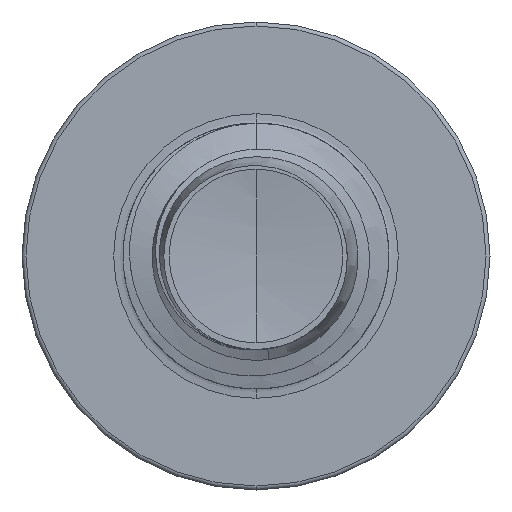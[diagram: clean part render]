
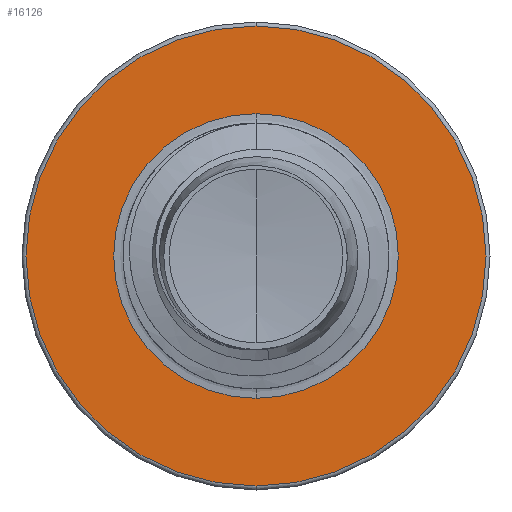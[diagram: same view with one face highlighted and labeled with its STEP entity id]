
A CAD part, front view. The second image highlights one B-rep face of the part: STEP entity #16126.
In plain terms, the highlighted planar face has unit normal (0, -1, 0).
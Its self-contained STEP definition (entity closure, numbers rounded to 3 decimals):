
#1554 = EDGE_CURVE ( 'NONE', #25993, #14034, #11789, .T. ) ;
#1620 = EDGE_CURVE ( 'NONE', #10000, #3595, #31898, .T. ) ;
#1765 = ORIENTED_EDGE ( 'NONE', *, *, #27244, .T. ) ;
#1996 = AXIS2_PLACEMENT_3D ( 'NONE', #24203, #24121, #24086 ) ;
#2863 = CARTESIAN_POINT ( 'NONE',  ( 0., 15., 0. ) ) ;
#3530 = CARTESIAN_POINT ( 'NONE',  ( 0., 15., 4.325 ) ) ;
#3595 = VERTEX_POINT ( 'NONE', #3530 ) ;
#4300 = EDGE_LOOP ( 'NONE', ( #32406, #1765 ) ) ;
#6673 = DIRECTION ( 'NONE',  ( 0., 0., 1. ) ) ;
#8146 = AXIS2_PLACEMENT_3D ( 'NONE', #8583, #29447, #12200 ) ;
#8207 = CIRCLE ( 'NONE', #8146, 2.677 ) ;
#8583 = CARTESIAN_POINT ( 'NONE',  ( 0., 15., 0. ) ) ;
#10000 = VERTEX_POINT ( 'NONE', #11260 ) ;
#10472 = ORIENTED_EDGE ( 'NONE', *, *, #20912, .F. ) ;
#10634 = DIRECTION ( 'NONE',  ( 0., 0., 1. ) ) ;
#10642 = DIRECTION ( 'NONE',  ( 0., 1., 0. ) ) ;
#10805 = CARTESIAN_POINT ( 'NONE',  ( 0., 15., -2.677 ) ) ;
#10847 = PLANE ( 'NONE',  #22690 ) ;
#11260 = CARTESIAN_POINT ( 'NONE',  ( 0., 15., -4.325 ) ) ;
#11789 = CIRCLE ( 'NONE', #35732, 2.677 ) ;
#12200 = DIRECTION ( 'NONE',  ( 0., 0., 1. ) ) ;
#14034 = VERTEX_POINT ( 'NONE', #20813 ) ;
#16126 = ADVANCED_FACE ( 'NONE', ( #31226, #30619 ), #10847, .F. ) ;
#19183 = ORIENTED_EDGE ( 'NONE', *, *, #1620, .F. ) ;
#20813 = CARTESIAN_POINT ( 'NONE',  ( 0., 15., -2.677 ) ) ;
#20912 = EDGE_CURVE ( 'NONE', #3595, #10000, #35730, .T. ) ;
#22690 = AXIS2_PLACEMENT_3D ( 'NONE', #10805, #10642, #10634 ) ;
#24086 = DIRECTION ( 'NONE',  ( 0., 0., 1. ) ) ;
#24121 = DIRECTION ( 'NONE',  ( 0., 1., 0. ) ) ;
#24203 = CARTESIAN_POINT ( 'NONE',  ( 0., 15., 0. ) ) ;
#24766 = DIRECTION ( 'NONE',  ( 0., 0., 1. ) ) ;
#24798 = DIRECTION ( 'NONE',  ( 0., 1., 0. ) ) ;
#24807 = CARTESIAN_POINT ( 'NONE',  ( 0., 15., 0. ) ) ;
#25922 = DIRECTION ( 'NONE',  ( 0., 1., 0. ) ) ;
#25993 = VERTEX_POINT ( 'NONE', #28165 ) ;
#27244 = EDGE_CURVE ( 'NONE', #14034, #25993, #8207, .T. ) ;
#27718 = EDGE_LOOP ( 'NONE', ( #10472, #19183 ) ) ;
#28165 = CARTESIAN_POINT ( 'NONE',  ( 0., 15., 2.677 ) ) ;
#29447 = DIRECTION ( 'NONE',  ( 0., 1., 0. ) ) ;
#30601 = AXIS2_PLACEMENT_3D ( 'NONE', #2863, #25922, #6673 ) ;
#30619 = FACE_BOUND ( 'NONE', #4300, .T. ) ;
#31226 = FACE_OUTER_BOUND ( 'NONE', #27718, .T. ) ;
#31898 = CIRCLE ( 'NONE', #1996, 4.325 ) ;
#32406 = ORIENTED_EDGE ( 'NONE', *, *, #1554, .T. ) ;
#35730 = CIRCLE ( 'NONE', #30601, 4.325 ) ;
#35732 = AXIS2_PLACEMENT_3D ( 'NONE', #24807, #24798, #24766 ) ;
